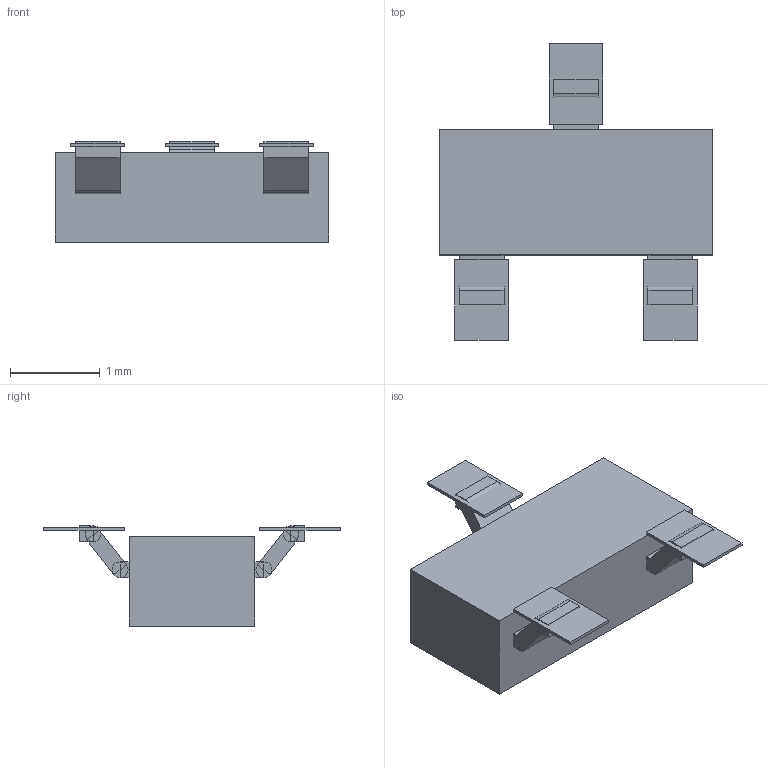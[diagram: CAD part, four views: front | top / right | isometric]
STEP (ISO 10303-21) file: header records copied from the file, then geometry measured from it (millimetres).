
FILE_DESCRIPTION (( 'STEP AP210' ), '1' );
FILE_NAME ('SOT23', '', ( '' ), ( '' ), 'STEP 3.0', 'TARGET 3001!', '' );
FILE_SCHEMA (( 'ELECTRONIC_ASSEMBLY_INTERCONNECT_AND_PACKAGING_DESIGN' ));
Length unit declared in the file: millimetre
Products named in the file (2): SOT23_PadsAndTracks; SOT23_GEH1
Bounding box: 3.04 x 3.3 x 1.11 mm (x, y, z)
Volume: 4.6 mm3; surface area: 27.5 mm2
Topology: 19 solids, 19 shells, 102 faces, 192 edges, 128 vertices
Faces by surface type: plane 90, cylinder 12
Entity records: 2086 total; most frequent: ORIENTED_EDGE 384, DIRECTION 258, EDGE_CURVE 192, LINE 168, VECTOR 162, CARTESIAN_POINT 140, VERTEX_POINT 128, EDGE_LOOP 102
